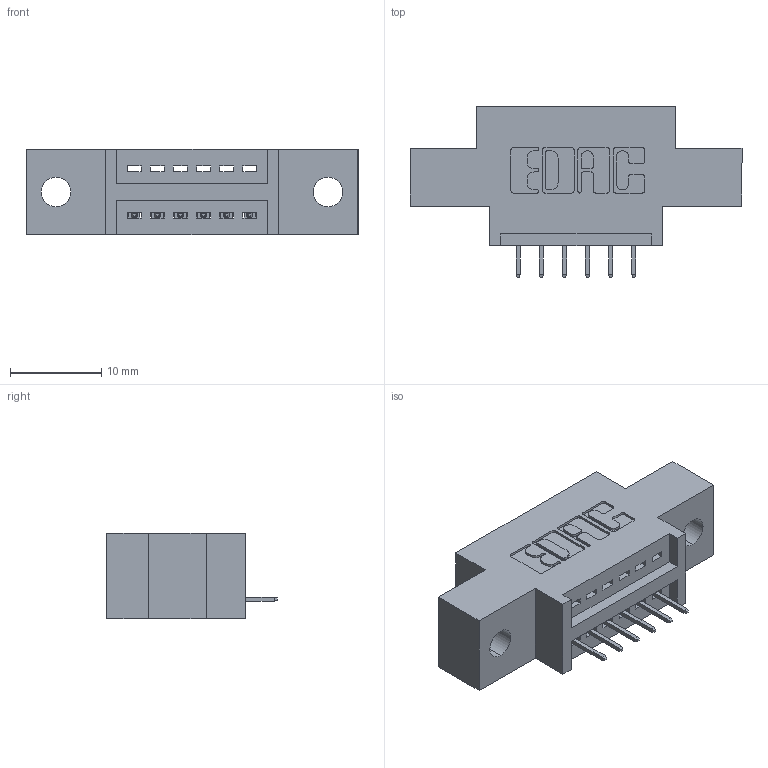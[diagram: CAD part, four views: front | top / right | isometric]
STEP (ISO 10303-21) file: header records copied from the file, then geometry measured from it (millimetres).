
FILE_DESCRIPTION (( 'STEP AP203' ), '1' );
FILE_NAME ('345-006-525-602.STEP', '2020-09-18T21:55:20', ( '' ), ( '' ), 'SwSTEP 2.0', 'SolidWorks 2020', '' );
FILE_SCHEMA (( 'CONFIG_CONTROL_DESIGN' ));
Length unit declared in the file: inch
Products named in the file (3): 345 Part_0.170 Offset - 0.128 Dia; 345-006-525-602; 345-292-001_345-293-125
Assembly tree (7 placements, depth 2):
  345-006-525-602
    345 Part_0.170 Offset - 0.128 Dia
    345-292-001_345-293-125  x6
Bounding box: 36.45 x 18.72 x 9.4 mm (x, y, z)
Volume: 2992.5 mm3; surface area: 3260.8 mm2
Topology: 7 solids, 7 shells, 502 faces, 1433 edges, 930 vertices
Faces by surface type: plane 360, cylinder 142
Entity records: 9571 total; most frequent: CARTESIAN_POINT 1666, ORIENTED_EDGE 1606, DIRECTION 1507, EDGE_CURVE 803, LINE 651, VECTOR 651, VERTEX_POINT 530, AXIS2_PLACEMENT_3D 428
